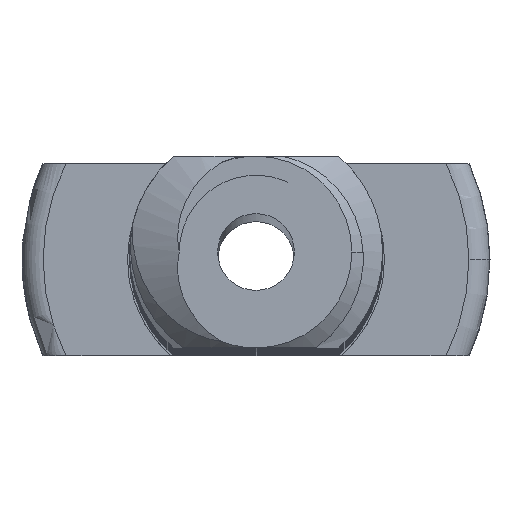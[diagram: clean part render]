
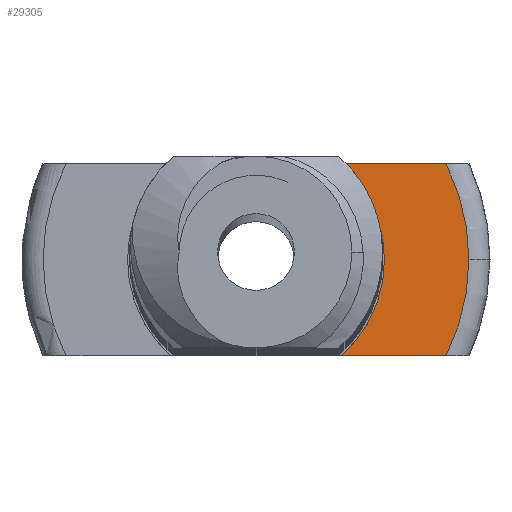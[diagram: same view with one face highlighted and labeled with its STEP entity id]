
A CAD part, top view. The second image highlights one B-rep face of the part: STEP entity #29305.
In plain terms, the highlighted planar face has unit normal (0, 0, 1).
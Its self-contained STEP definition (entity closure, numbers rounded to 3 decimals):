
#8240 = PLANE('',#8241);
#8241 = AXIS2_PLACEMENT_3D('',#8242,#8243,#8244);
#8242 = CARTESIAN_POINT('',(-12.5,-2.5,200.));
#8243 = DIRECTION('',(0.,1.,0.));
#8244 = DIRECTION('',(-1.,0.,0.));
#9029 = PLANE('',#9030);
#9030 = AXIS2_PLACEMENT_3D('',#9031,#9032,#9033);
#9031 = CARTESIAN_POINT('',(-12.5,2.5,200.));
#9032 = DIRECTION('',(0.,-1.,0.));
#9033 = DIRECTION('',(1.,0.,0.));
#12313 = VERTEX_POINT('',#12314);
#12314 = CARTESIAN_POINT('',(4.955,-2.5,0.));
#12366 = TOROIDAL_SURFACE('',#12367,5.55,0.55);
#12367 = AXIS2_PLACEMENT_3D('',#12368,#12369,#12370);
#12368 = CARTESIAN_POINT('',(0.,0.,-0.55
    ));
#12369 = DIRECTION('',(0.,0.,1.));
#12370 = DIRECTION('',(1.,0.,0.));
#12397 = EDGE_CURVE('',#12398,#12313,#12400,.T.);
#12398 = VERTEX_POINT('',#12399);
#12399 = CARTESIAN_POINT('',(2.23,-2.5,0.));
#12400 = SURFACE_CURVE('',#12401,(#12405,#12412),.PCURVE_S1.);
#12401 = LINE('',#12402,#12403);
#12402 = CARTESIAN_POINT('',(-6.25,-2.5,0.));
#12403 = VECTOR('',#12404,1.);
#12404 = DIRECTION('',(1.,0.,0.));
#12405 = PCURVE('',#8240,#12406);
#12406 = DEFINITIONAL_REPRESENTATION('',(#12407),#12411);
#12407 = LINE('',#12408,#12409);
#12408 = CARTESIAN_POINT('',(-6.25,-200.));
#12409 = VECTOR('',#12410,1.);
#12410 = DIRECTION('',(-1.,0.));
#12411 = ( GEOMETRIC_REPRESENTATION_CONTEXT(2) 
PARAMETRIC_REPRESENTATION_CONTEXT() REPRESENTATION_CONTEXT('2D SPACE',''
  ) );
#12412 = PCURVE('',#12413,#12418);
#12413 = PLANE('',#12414);
#12414 = AXIS2_PLACEMENT_3D('',#12415,#12416,#12417);
#12415 = CARTESIAN_POINT('',(0.,0.,
    0.));
#12416 = DIRECTION('',(0.,0.,-1.));
#12417 = DIRECTION('',(1.,0.,0.));
#12418 = DEFINITIONAL_REPRESENTATION('',(#12419),#12423);
#12419 = LINE('',#12420,#12421);
#12420 = CARTESIAN_POINT('',(-6.25,2.5));
#12421 = VECTOR('',#12422,1.);
#12422 = DIRECTION('',(1.,0.));
#12423 = ( GEOMETRIC_REPRESENTATION_CONTEXT(2) 
PARAMETRIC_REPRESENTATION_CONTEXT() REPRESENTATION_CONTEXT('2D SPACE',''
  ) );
#12441 = CYLINDRICAL_SURFACE('',#12442,3.35);
#12442 = AXIS2_PLACEMENT_3D('',#12443,#12444,#12445);
#12443 = CARTESIAN_POINT('',(0.,0.,1.8)
  );
#12444 = DIRECTION('',(0.,0.,-1.));
#12445 = DIRECTION('',(1.,0.,0.));
#23992 = TOROIDAL_SURFACE('',#23993,5.55,0.55);
#23993 = AXIS2_PLACEMENT_3D('',#23994,#23995,#23996);
#23994 = CARTESIAN_POINT('',(0.,0.,-0.55
    ));
#23995 = DIRECTION('',(0.,0.,1.));
#23996 = DIRECTION('',(1.,0.,0.));
#26102 = VERTEX_POINT('',#26103);
#26103 = CARTESIAN_POINT('',(4.955,2.5,0.));
#26181 = EDGE_CURVE('',#26182,#26102,#26184,.T.);
#26182 = VERTEX_POINT('',#26183);
#26183 = CARTESIAN_POINT('',(2.23,2.5,0.));
#26184 = SURFACE_CURVE('',#26185,(#26189,#26196),.PCURVE_S1.);
#26185 = LINE('',#26186,#26187);
#26186 = CARTESIAN_POINT('',(-6.25,2.5,0.));
#26187 = VECTOR('',#26188,1.);
#26188 = DIRECTION('',(1.,0.,0.));
#26189 = PCURVE('',#9029,#26190);
#26190 = DEFINITIONAL_REPRESENTATION('',(#26191),#26195);
#26191 = LINE('',#26192,#26193);
#26192 = CARTESIAN_POINT('',(6.25,-200.));
#26193 = VECTOR('',#26194,1.);
#26194 = DIRECTION('',(1.,0.));
#26195 = ( GEOMETRIC_REPRESENTATION_CONTEXT(2) 
PARAMETRIC_REPRESENTATION_CONTEXT() REPRESENTATION_CONTEXT('2D SPACE',''
  ) );
#26196 = PCURVE('',#12413,#26197);
#26197 = DEFINITIONAL_REPRESENTATION('',(#26198),#26202);
#26198 = LINE('',#26199,#26200);
#26199 = CARTESIAN_POINT('',(-6.25,-2.5));
#26200 = VECTOR('',#26201,1.);
#26201 = DIRECTION('',(1.,0.));
#26202 = ( GEOMETRIC_REPRESENTATION_CONTEXT(2) 
PARAMETRIC_REPRESENTATION_CONTEXT() REPRESENTATION_CONTEXT('2D SPACE',''
  ) );
#26218 = CYLINDRICAL_SURFACE('',#26219,3.35);
#26219 = AXIS2_PLACEMENT_3D('',#26220,#26221,#26222);
#26220 = CARTESIAN_POINT('',(0.,0.,1.8)
  );
#26221 = DIRECTION('',(0.,0.,-1.));
#26222 = DIRECTION('',(1.,0.,0.));
#29232 = VERTEX_POINT('',#29233);
#29233 = CARTESIAN_POINT('',(3.35,0.,0.
    ));
#29256 = EDGE_CURVE('',#29232,#12398,#29257,.T.);
#29257 = SURFACE_CURVE('',#29258,(#29263,#29270),.PCURVE_S1.);
#29258 = CIRCLE('',#29259,3.35);
#29259 = AXIS2_PLACEMENT_3D('',#29260,#29261,#29262);
#29260 = CARTESIAN_POINT('',(0.,0.,
    0.));
#29261 = DIRECTION('',(0.,0.,-1.));
#29262 = DIRECTION('',(1.,0.,0.));
#29263 = PCURVE('',#12441,#29264);
#29264 = DEFINITIONAL_REPRESENTATION('',(#29265),#29269);
#29265 = LINE('',#29266,#29267);
#29266 = CARTESIAN_POINT('',(0.,1.8));
#29267 = VECTOR('',#29268,1.);
#29268 = DIRECTION('',(1.,0.));
#29269 = ( GEOMETRIC_REPRESENTATION_CONTEXT(2) 
PARAMETRIC_REPRESENTATION_CONTEXT() REPRESENTATION_CONTEXT('2D SPACE',''
  ) );
#29270 = PCURVE('',#12413,#29271);
#29271 = DEFINITIONAL_REPRESENTATION('',(#29272),#29276);
#29272 = CIRCLE('',#29273,3.35);
#29273 = AXIS2_PLACEMENT_2D('',#29274,#29275);
#29274 = CARTESIAN_POINT('',(0.,0.));
#29275 = DIRECTION('',(1.,0.));
#29276 = ( GEOMETRIC_REPRESENTATION_CONTEXT(2) 
PARAMETRIC_REPRESENTATION_CONTEXT() REPRESENTATION_CONTEXT('2D SPACE',''
  ) );
#29305 = ADVANCED_FACE('',(#29306),#12413,.F.);
#29306 = FACE_BOUND('',#29307,.T.);
#29307 = EDGE_LOOP('',(#29308,#29309,#29331,#29332,#29333,#29357));
#29308 = ORIENTED_EDGE('',*,*,#26181,.F.);
#29309 = ORIENTED_EDGE('',*,*,#29310,.T.);
#29310 = EDGE_CURVE('',#26182,#29232,#29311,.T.);
#29311 = SURFACE_CURVE('',#29312,(#29317,#29324),.PCURVE_S1.);
#29312 = CIRCLE('',#29313,3.35);
#29313 = AXIS2_PLACEMENT_3D('',#29314,#29315,#29316);
#29314 = CARTESIAN_POINT('',(0.,0.,
    0.));
#29315 = DIRECTION('',(0.,0.,-1.));
#29316 = DIRECTION('',(1.,0.,0.));
#29317 = PCURVE('',#12413,#29318);
#29318 = DEFINITIONAL_REPRESENTATION('',(#29319),#29323);
#29319 = CIRCLE('',#29320,3.35);
#29320 = AXIS2_PLACEMENT_2D('',#29321,#29322);
#29321 = CARTESIAN_POINT('',(0.,0.));
#29322 = DIRECTION('',(1.,0.));
#29323 = ( GEOMETRIC_REPRESENTATION_CONTEXT(2) 
PARAMETRIC_REPRESENTATION_CONTEXT() REPRESENTATION_CONTEXT('2D SPACE',''
  ) );
#29324 = PCURVE('',#26218,#29325);
#29325 = DEFINITIONAL_REPRESENTATION('',(#29326),#29330);
#29326 = LINE('',#29327,#29328);
#29327 = CARTESIAN_POINT('',(0.,1.8));
#29328 = VECTOR('',#29329,1.);
#29329 = DIRECTION('',(1.,0.));
#29330 = ( GEOMETRIC_REPRESENTATION_CONTEXT(2) 
PARAMETRIC_REPRESENTATION_CONTEXT() REPRESENTATION_CONTEXT('2D SPACE',''
  ) );
#29331 = ORIENTED_EDGE('',*,*,#29256,.T.);
#29332 = ORIENTED_EDGE('',*,*,#12397,.T.);
#29333 = ORIENTED_EDGE('',*,*,#29334,.F.);
#29334 = EDGE_CURVE('',#29335,#12313,#29337,.T.);
#29335 = VERTEX_POINT('',#29336);
#29336 = CARTESIAN_POINT('',(5.55,0.,0.
    ));
#29337 = SURFACE_CURVE('',#29338,(#29343,#29350),.PCURVE_S1.);
#29338 = CIRCLE('',#29339,5.55);
#29339 = AXIS2_PLACEMENT_3D('',#29340,#29341,#29342);
#29340 = CARTESIAN_POINT('',(0.,0.,
    0.));
#29341 = DIRECTION('',(0.,0.,-1.));
#29342 = DIRECTION('',(1.,0.,0.));
#29343 = PCURVE('',#12413,#29344);
#29344 = DEFINITIONAL_REPRESENTATION('',(#29345),#29349);
#29345 = CIRCLE('',#29346,5.55);
#29346 = AXIS2_PLACEMENT_2D('',#29347,#29348);
#29347 = CARTESIAN_POINT('',(0.,0.));
#29348 = DIRECTION('',(1.,0.));
#29349 = ( GEOMETRIC_REPRESENTATION_CONTEXT(2) 
PARAMETRIC_REPRESENTATION_CONTEXT() REPRESENTATION_CONTEXT('2D SPACE',''
  ) );
#29350 = PCURVE('',#12366,#29351);
#29351 = DEFINITIONAL_REPRESENTATION('',(#29352),#29356);
#29352 = LINE('',#29353,#29354);
#29353 = CARTESIAN_POINT('',(0.,7.854));
#29354 = VECTOR('',#29355,1.);
#29355 = DIRECTION('',(-1.,0.));
#29356 = ( GEOMETRIC_REPRESENTATION_CONTEXT(2) 
PARAMETRIC_REPRESENTATION_CONTEXT() REPRESENTATION_CONTEXT('2D SPACE',''
  ) );
#29357 = ORIENTED_EDGE('',*,*,#29358,.F.);
#29358 = EDGE_CURVE('',#26102,#29335,#29359,.T.);
#29359 = SURFACE_CURVE('',#29360,(#29365,#29372),.PCURVE_S1.);
#29360 = CIRCLE('',#29361,5.55);
#29361 = AXIS2_PLACEMENT_3D('',#29362,#29363,#29364);
#29362 = CARTESIAN_POINT('',(0.,0.,
    0.));
#29363 = DIRECTION('',(0.,0.,-1.));
#29364 = DIRECTION('',(1.,0.,0.));
#29365 = PCURVE('',#12413,#29366);
#29366 = DEFINITIONAL_REPRESENTATION('',(#29367),#29371);
#29367 = CIRCLE('',#29368,5.55);
#29368 = AXIS2_PLACEMENT_2D('',#29369,#29370);
#29369 = CARTESIAN_POINT('',(0.,0.));
#29370 = DIRECTION('',(1.,0.));
#29371 = ( GEOMETRIC_REPRESENTATION_CONTEXT(2) 
PARAMETRIC_REPRESENTATION_CONTEXT() REPRESENTATION_CONTEXT('2D SPACE',''
  ) );
#29372 = PCURVE('',#23992,#29373);
#29373 = DEFINITIONAL_REPRESENTATION('',(#29374),#29378);
#29374 = LINE('',#29375,#29376);
#29375 = CARTESIAN_POINT('',(0.,7.854));
#29376 = VECTOR('',#29377,1.);
#29377 = DIRECTION('',(-1.,0.));
#29378 = ( GEOMETRIC_REPRESENTATION_CONTEXT(2) 
PARAMETRIC_REPRESENTATION_CONTEXT() REPRESENTATION_CONTEXT('2D SPACE',''
  ) );
